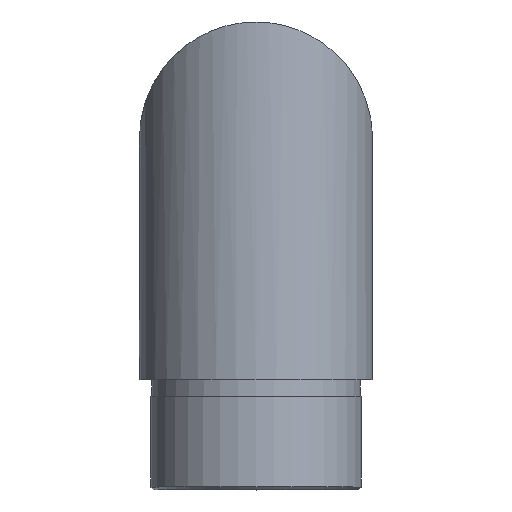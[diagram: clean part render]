
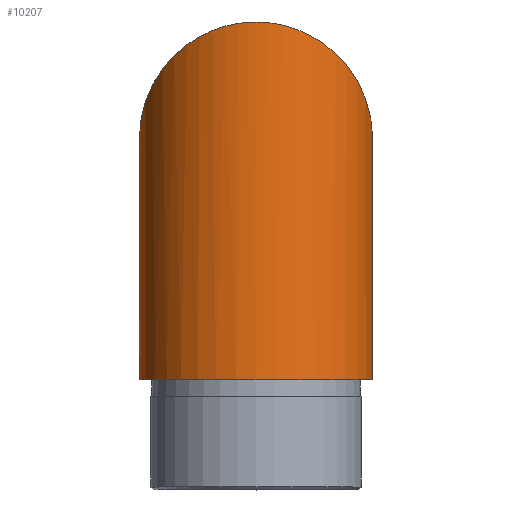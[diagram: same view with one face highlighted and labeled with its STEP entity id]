
A CAD part, top view. The second image highlights one B-rep face of the part: STEP entity #10207.
In plain terms, the highlighted cylindrical face has radius 21.2 mm (diameter 42.4 mm), a full revolution.
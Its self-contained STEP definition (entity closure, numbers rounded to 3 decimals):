
#248 = DIRECTION ( 'NONE',  ( 0., 1., 0. ) ) ;
#514 = CARTESIAN_POINT ( 'NONE',  ( 42.4, 22.6, -21.2 ) ) ;
#1056 = CIRCLE ( 'NONE', #6203, 21.2 ) ;
#2061 = CARTESIAN_POINT ( 'NONE',  ( 0., 103.763, 0. ) ) ;
#2529 =( BOUNDED_CURVE ( )  B_SPLINE_CURVE ( 3, ( #8381, #9249, #3243, #7580, #5761, #514, #4027 ),
 .UNSPECIFIED., .T., .F. ) 
 B_SPLINE_CURVE_WITH_KNOTS ( ( 4, 3, 4 ),
 ( 0., 3.142, 6.283 ),
 .UNSPECIFIED. ) 
 CURVE ( )  GEOMETRIC_REPRESENTATION_ITEM ( )  RATIONAL_B_SPLINE_CURVE ( ( 1., 0.333, 0.333, 1., 0.333, 0.333, 1. ) ) 
 REPRESENTATION_ITEM ( '' )  );
#2573 = CARTESIAN_POINT ( 'NONE',  ( 0., 22.6, -21.2 ) ) ;
#2677 = FACE_OUTER_BOUND ( 'NONE', #7092, .T. ) ;
#2934 = CARTESIAN_POINT ( 'NONE',  ( 0., 0., 0. ) ) ;
#3222 = FACE_OUTER_BOUND ( 'NONE', #10349, .T. ) ;
#3243 = CARTESIAN_POINT ( 'NONE',  ( -42.4, 65., 21.2 ) ) ;
#4027 = CARTESIAN_POINT ( 'NONE',  ( 0., 22.6, -21.2 ) ) ;
#4561 = DIRECTION ( 'NONE',  ( 0., 0., 1. ) ) ;
#4916 = ORIENTED_EDGE ( 'NONE', *, *, #5152, .F. ) ;
#5152 = EDGE_CURVE ( 'NONE', #5212, #5212, #2529, .T. ) ;
#5212 = VERTEX_POINT ( 'NONE', #2573 ) ;
#5761 = CARTESIAN_POINT ( 'NONE',  ( 42.4, 65., 21.2 ) ) ;
#6203 = AXIS2_PLACEMENT_3D ( 'NONE', #2934, #248, #4561 ) ;
#6440 = VERTEX_POINT ( 'NONE', #11129 ) ;
#7044 = EDGE_CURVE ( 'NONE', #6440, #6440, #1056, .T. ) ;
#7092 = EDGE_LOOP ( 'NONE', ( #4916 ) ) ;
#7112 = DIRECTION ( 'NONE',  ( 0., -1., 0. ) ) ;
#7434 = CYLINDRICAL_SURFACE ( 'NONE', #10230, 21.2 ) ;
#7580 = CARTESIAN_POINT ( 'NONE',  ( 0., 65., 21.2 ) ) ;
#8381 = CARTESIAN_POINT ( 'NONE',  ( 0., 22.6, -21.2 ) ) ;
#8639 = ORIENTED_EDGE ( 'NONE', *, *, #7044, .T. ) ;
#8840 = DIRECTION ( 'NONE',  ( 0., 0., -1. ) ) ;
#9249 = CARTESIAN_POINT ( 'NONE',  ( -42.4, 22.6, -21.2 ) ) ;
#10207 = ADVANCED_FACE ( 'NONE', ( #3222, #2677 ), #7434, .T. ) ;
#10230 = AXIS2_PLACEMENT_3D ( 'NONE', #2061, #7112, #8840 ) ;
#10349 = EDGE_LOOP ( 'NONE', ( #8639 ) ) ;
#11129 = CARTESIAN_POINT ( 'NONE',  ( 0., 0., 21.2 ) ) ;
